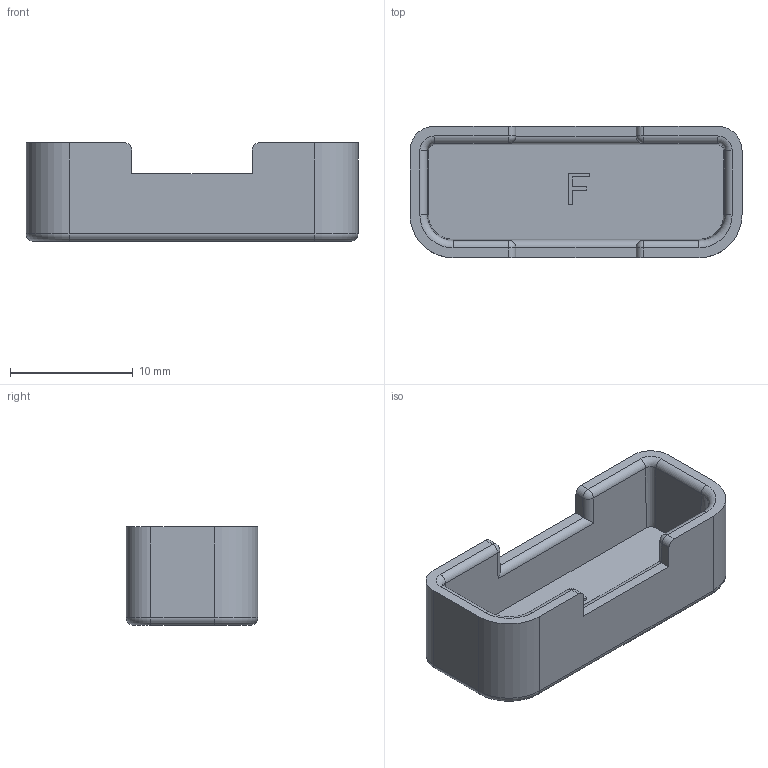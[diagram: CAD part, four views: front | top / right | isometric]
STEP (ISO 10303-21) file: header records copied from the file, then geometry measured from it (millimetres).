
FILE_DESCRIPTION (( 'STEP AP203' ), '1' );
FILE_NAME ('CVRDVI-F.STEP', '2010-04-16T12:47:22', ( 'x' ), ( 'Microsoft' ), 'SwSTEP 2.0', 'SolidWorks 2010', '' );
FILE_SCHEMA (( 'CONFIG_CONTROL_DESIGN' ));
Length unit declared in the file: millimetre
Products named in the file (1): CVRDVI-F
Bounding box: 27 x 10.7 x 8 mm (x, y, z)
Volume: 963.5 mm3; surface area: 1404.1 mm2
Topology: 1 solids, 1 shells, 69 faces, 170 edges, 104 vertices
Faces by surface type: plane 29, cylinder 24, torus 8, cone 4, sphere 4
Entity records: 2093 total; most frequent: CARTESIAN_POINT 368, DIRECTION 358, ORIENTED_EDGE 340, EDGE_CURVE 170, AXIS2_PLACEMENT_3D 126, VECTOR 106, LINE 106, VERTEX_POINT 104
